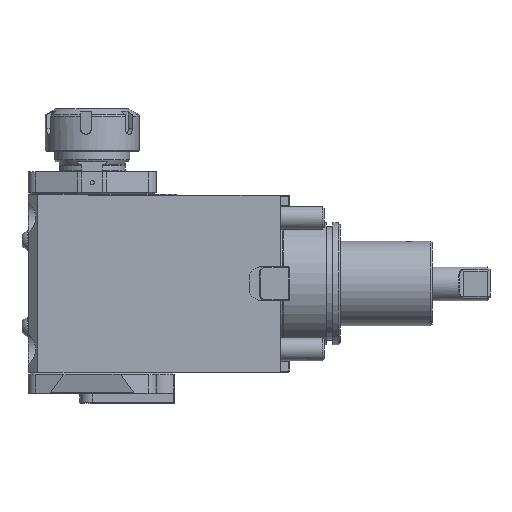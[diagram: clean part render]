
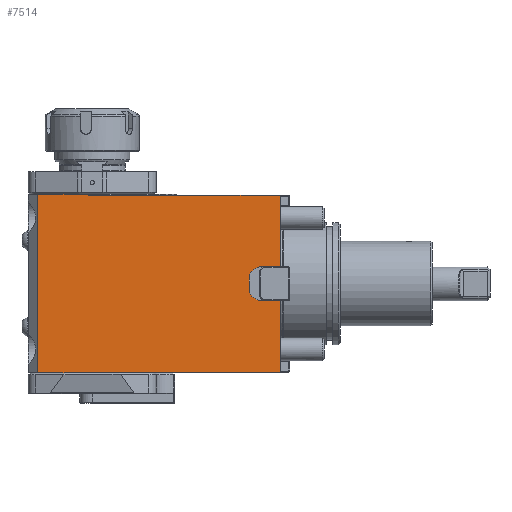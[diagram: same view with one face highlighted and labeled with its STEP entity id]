
A CAD part, left-side view. The second image highlights one B-rep face of the part: STEP entity #7514.
In plain terms, the highlighted planar face has unit normal (-1, 0, 0).
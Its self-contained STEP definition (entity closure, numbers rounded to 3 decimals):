
#771 = AXIS2_PLACEMENT_3D ( 'NONE', #19217, #5668, #34993 ) ;
#871 = DIRECTION ( 'NONE',  ( 0., 0., 1. ) ) ;
#1024 = VERTEX_POINT ( 'NONE', #22665 ) ;
#1358 = VECTOR ( 'NONE', #30250, 1000. ) ;
#1413 = ORIENTED_EDGE ( 'NONE', *, *, #31788, .F. ) ;
#2304 = EDGE_LOOP ( 'NONE', ( #1413, #17660, #3427, #2511, #6215, #15192, #30254, #32386, #32652, #20215, #25259, #14652, #12766, #27997 ) ) ;
#2433 = CARTESIAN_POINT ( 'NONE',  ( -47., 29., 47.5 ) ) ;
#2511 = ORIENTED_EDGE ( 'NONE', *, *, #33880, .F. ) ;
#2544 = DIRECTION ( 'NONE',  ( -1., 0., 0. ) ) ;
#2686 = EDGE_CURVE ( 'NONE', #33545, #32493, #25947, .T. ) ;
#2746 = VERTEX_POINT ( 'NONE', #7587 ) ;
#2956 = VECTOR ( 'NONE', #12701, 1000. ) ;
#3059 = CARTESIAN_POINT ( 'NONE',  ( -47., -90., -2.5 ) ) ;
#3427 = ORIENTED_EDGE ( 'NONE', *, *, #16214, .F. ) ;
#3737 = CARTESIAN_POINT ( 'NONE',  ( -47., 29., -47.5 ) ) ;
#4132 = CIRCLE ( 'NONE', #25195, 6.5 ) ;
#4445 = CARTESIAN_POINT ( 'NONE',  ( -47., -83.5, -2.5 ) ) ;
#4760 = VERTEX_POINT ( 'NONE', #9553 ) ;
#4830 = VERTEX_POINT ( 'NONE', #2433 ) ;
#5288 = LINE ( 'NONE', #22168, #30864 ) ;
#5668 = DIRECTION ( 'NONE',  ( -1., 0., 0. ) ) ;
#5739 = VECTOR ( 'NONE', #22910, 1000. ) ;
#5945 = EDGE_CURVE ( 'NONE', #12037, #15894, #24499, .T. ) ;
#6202 = CARTESIAN_POINT ( 'NONE',  ( -47., -90., 2.5 ) ) ;
#6215 = ORIENTED_EDGE ( 'NONE', *, *, #5945, .F. ) ;
#6440 = VERTEX_POINT ( 'NONE', #26127 ) ;
#7171 = CARTESIAN_POINT ( 'NONE',  ( -47., -90., -9. ) ) ;
#7514 = ADVANCED_FACE ( 'Defeature completata2_22', ( #8325 ), #10992, .T. ) ;
#7587 = CARTESIAN_POINT ( 'NONE',  ( -47., -90., 9. ) ) ;
#7919 = CARTESIAN_POINT ( 'NONE',  ( -47., -100., 0. ) ) ;
#8325 = FACE_OUTER_BOUND ( 'NONE', #2304, .T. ) ;
#8939 = CARTESIAN_POINT ( 'NONE',  ( -47., -100., -47. ) ) ;
#9311 = LINE ( 'NONE', #25867, #32357 ) ;
#9553 = CARTESIAN_POINT ( 'NONE',  ( -47., 2., 47.5 ) ) ;
#9616 = EDGE_CURVE ( 'NONE', #1024, #4760, #9311, .T. ) ;
#9831 = VECTOR ( 'NONE', #26821, 1000. ) ;
#10909 = CARTESIAN_POINT ( 'NONE',  ( -47., -100., -9. ) ) ;
#10992 = PLANE ( 'NONE',  #771 ) ;
#12037 = VERTEX_POINT ( 'NONE', #32815 ) ;
#12309 = DIRECTION ( 'NONE',  ( 0., 0., 1. ) ) ;
#12701 = DIRECTION ( 'NONE',  ( 0., 0., -1. ) ) ;
#12766 = ORIENTED_EDGE ( 'NONE', *, *, #12941, .T. ) ;
#12769 = VECTOR ( 'NONE', #17963, 1000. ) ;
#12830 = LINE ( 'NONE', #26564, #20760 ) ;
#12941 = EDGE_CURVE ( 'NONE', #4830, #19821, #17547, .T. ) ;
#13627 = VECTOR ( 'NONE', #32802, 1000. ) ;
#14041 = EDGE_CURVE ( 'NONE', #6440, #12037, #23305, .T. ) ;
#14652 = ORIENTED_EDGE ( 'NONE', *, *, #22085, .F. ) ;
#15192 = ORIENTED_EDGE ( 'NONE', *, *, #14041, .F. ) ;
#15894 = VERTEX_POINT ( 'NONE', #7171 ) ;
#16150 = DIRECTION ( 'NONE',  ( 0., -1., 0. ) ) ;
#16198 = CARTESIAN_POINT ( 'NONE',  ( -47., -100., 47. ) ) ;
#16214 = EDGE_CURVE ( 'NONE', #32300, #32493, #19111, .T. ) ;
#17080 = DIRECTION ( 'NONE',  ( -1., 0., 0. ) ) ;
#17547 = LINE ( 'NONE', #28375, #2956 ) ;
#17630 = CARTESIAN_POINT ( 'NONE',  ( -47., -100., 9. ) ) ;
#17660 = ORIENTED_EDGE ( 'NONE', *, *, #2686, .T. ) ;
#17963 = DIRECTION ( 'NONE',  ( 0., -1., 0. ) ) ;
#18056 = LINE ( 'NONE', #21067, #19705 ) ;
#18373 = CARTESIAN_POINT ( 'NONE',  ( -47., 2., -47. ) ) ;
#18498 = VECTOR ( 'NONE', #35174, 1000. ) ;
#19111 = LINE ( 'NONE', #25295, #1358 ) ;
#19217 = CARTESIAN_POINT ( 'NONE',  ( -47., 12.414, -180.561 ) ) ;
#19705 = VECTOR ( 'NONE', #29233, 1000. ) ;
#19821 = VERTEX_POINT ( 'NONE', #3737 ) ;
#20215 = ORIENTED_EDGE ( 'NONE', *, *, #26346, .F. ) ;
#20551 = VECTOR ( 'NONE', #21361, 1000. ) ;
#20760 = VECTOR ( 'NONE', #21237, 1000. ) ;
#21067 = CARTESIAN_POINT ( 'NONE',  ( -47., -100., 9. ) ) ;
#21237 = DIRECTION ( 'NONE',  ( 0., 1., 0. ) ) ;
#21361 = DIRECTION ( 'NONE',  ( 0., 0., -1. ) ) ;
#21997 = LINE ( 'NONE', #7919, #13627 ) ;
#22080 = VERTEX_POINT ( 'NONE', #16198 ) ;
#22085 = EDGE_CURVE ( 'NONE', #4830, #4760, #29855, .T. ) ;
#22168 = CARTESIAN_POINT ( 'NONE',  ( -47., 12.414, 47. ) ) ;
#22665 = CARTESIAN_POINT ( 'NONE',  ( -47., 2., 47. ) ) ;
#22910 = DIRECTION ( 'NONE',  ( 0., 0., -1. ) ) ;
#23104 = CARTESIAN_POINT ( 'NONE',  ( -47., 12.414, -47. ) ) ;
#23117 = VERTEX_POINT ( 'NONE', #17630 ) ;
#23305 = LINE ( 'NONE', #4445, #20551 ) ;
#23674 = EDGE_CURVE ( 'NONE', #23962, #19821, #12830, .T. ) ;
#23962 = VERTEX_POINT ( 'NONE', #28649 ) ;
#24434 = DIRECTION ( 'NONE',  ( 0., 0., -1. ) ) ;
#24499 = CIRCLE ( 'NONE', #34098, 6.5 ) ;
#24686 = EDGE_CURVE ( 'NONE', #23117, #2746, #18056, .T. ) ;
#25195 = AXIS2_PLACEMENT_3D ( 'NONE', #6202, #17080, #871 ) ;
#25259 = ORIENTED_EDGE ( 'NONE', *, *, #9616, .T. ) ;
#25295 = CARTESIAN_POINT ( 'NONE',  ( -47., -100., 0. ) ) ;
#25867 = CARTESIAN_POINT ( 'NONE',  ( -47., 2., 47. ) ) ;
#25947 = LINE ( 'NONE', #23104, #12769 ) ;
#26127 = CARTESIAN_POINT ( 'NONE',  ( -47., -83.5, 2.5 ) ) ;
#26346 = EDGE_CURVE ( 'NONE', #1024, #22080, #5288, .T. ) ;
#26564 = CARTESIAN_POINT ( 'NONE',  ( -47., 34., -47.5 ) ) ;
#26821 = DIRECTION ( 'NONE',  ( 0., -1., 0. ) ) ;
#27997 = ORIENTED_EDGE ( 'NONE', *, *, #23674, .F. ) ;
#28375 = CARTESIAN_POINT ( 'NONE',  ( -47., 29., -47.5 ) ) ;
#28401 = LINE ( 'NONE', #30870, #5739 ) ;
#28649 = CARTESIAN_POINT ( 'NONE',  ( -47., 2., -47.5 ) ) ;
#29233 = DIRECTION ( 'NONE',  ( 0., 1., 0. ) ) ;
#29855 = LINE ( 'NONE', #33169, #18498 ) ;
#30250 = DIRECTION ( 'NONE',  ( 0., 0., -1. ) ) ;
#30254 = ORIENTED_EDGE ( 'NONE', *, *, #33702, .F. ) ;
#30864 = VECTOR ( 'NONE', #16150, 1000. ) ;
#30870 = CARTESIAN_POINT ( 'NONE',  ( -47., 2., -47. ) ) ;
#31413 = EDGE_CURVE ( 'NONE', #22080, #23117, #21997, .T. ) ;
#31788 = EDGE_CURVE ( 'NONE', #33545, #23962, #28401, .T. ) ;
#32296 = CARTESIAN_POINT ( 'NONE',  ( -47., -100., -9. ) ) ;
#32300 = VERTEX_POINT ( 'NONE', #10909 ) ;
#32357 = VECTOR ( 'NONE', #12309, 1000. ) ;
#32386 = ORIENTED_EDGE ( 'NONE', *, *, #24686, .F. ) ;
#32493 = VERTEX_POINT ( 'NONE', #8939 ) ;
#32652 = ORIENTED_EDGE ( 'NONE', *, *, #31413, .F. ) ;
#32802 = DIRECTION ( 'NONE',  ( 0., 0., -1. ) ) ;
#32815 = CARTESIAN_POINT ( 'NONE',  ( -47., -83.5, -2.5 ) ) ;
#33169 = CARTESIAN_POINT ( 'NONE',  ( -47., -45., 47.5 ) ) ;
#33545 = VERTEX_POINT ( 'NONE', #18373 ) ;
#33702 = EDGE_CURVE ( 'NONE', #2746, #6440, #4132, .T. ) ;
#33880 = EDGE_CURVE ( 'NONE', #15894, #32300, #34615, .T. ) ;
#34098 = AXIS2_PLACEMENT_3D ( 'NONE', #3059, #2544, #24434 ) ;
#34615 = LINE ( 'NONE', #32296, #9831 ) ;
#34993 = DIRECTION ( 'NONE',  ( 0., 0., 1. ) ) ;
#35174 = DIRECTION ( 'NONE',  ( 0., -1., 0. ) ) ;
